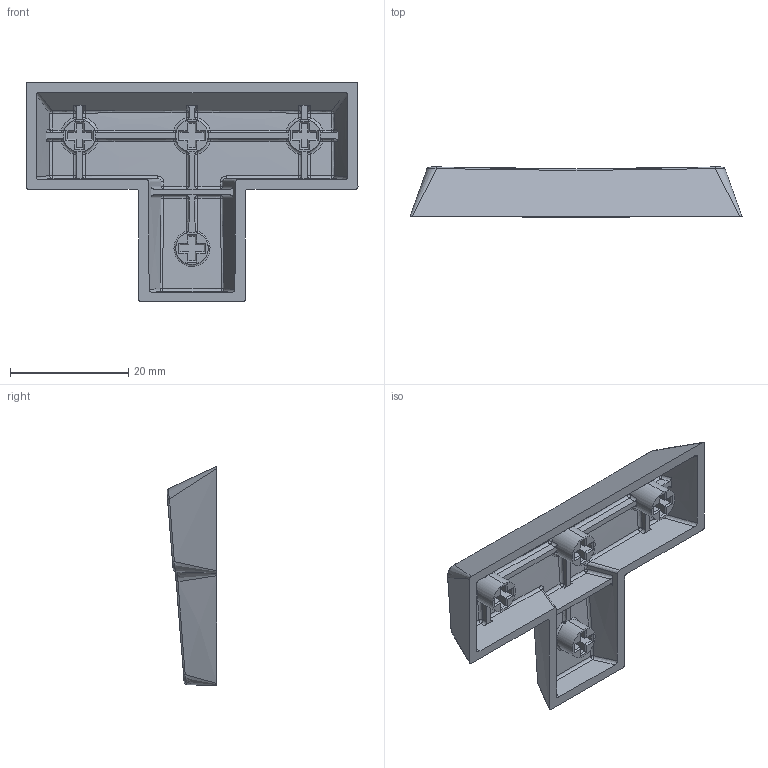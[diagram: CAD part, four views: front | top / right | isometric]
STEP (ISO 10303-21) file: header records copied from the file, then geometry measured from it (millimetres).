
FILE_DESCRIPTION (( 'STEP AP214' ), '1' );
FILE_NAME ('Arrows.STEP', '2023-03-08T20:44:47', ( '' ), ( '' ), 'SwSTEP 2.0', 'SolidWorks 2019', '' );
FILE_SCHEMA (( 'AUTOMOTIVE_DESIGN' ));
Length unit declared in the file: millimetre
Products named in the file (1): Arrows
Bounding box: 56.2 x 8.44 x 37.15 mm (x, y, z)
Volume: 3731.4 mm3; surface area: 5201.5 mm2
Topology: 1 solids, 1 shells, 369 faces, 887 edges, 515 vertices
Faces by surface type: plane 145, bspline 124, sphere 52, cylinder 48
Entity records: 13687 total; most frequent: CARTESIAN_POINT 6303, ORIENTED_EDGE 1716, DIRECTION 1256, EDGE_CURVE 858, VERTEX_POINT 496, AXIS2_PLACEMENT_3D 468, EDGE_LOOP 374, ADVANCED_FACE 369
